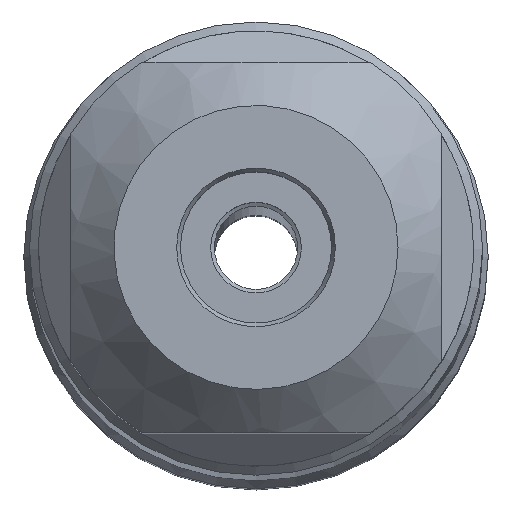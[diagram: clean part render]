
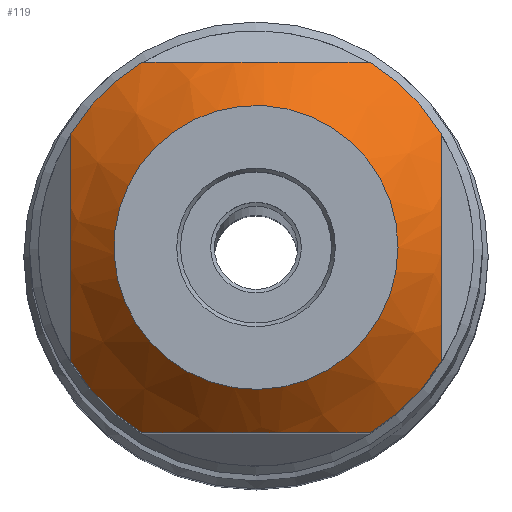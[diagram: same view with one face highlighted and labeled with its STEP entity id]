
A CAD part, top view. The second image highlights one B-rep face of the part: STEP entity #119.
In plain terms, the highlighted conical face has half-angle 45 degrees and reference radius 1.88 mm.
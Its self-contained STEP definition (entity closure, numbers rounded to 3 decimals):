
#82=CONICAL_SURFACE('',#568,1.88,45.);
#119=ADVANCED_FACE('',(#166,#167),#82,.T.);
#166=FACE_BOUND('',#226,.T.);
#167=FACE_BOUND('',#227,.T.);
#226=EDGE_LOOP('',(#300));
#227=EDGE_LOOP('',(#301,#302,#303,#304,#305,#306,#307,#308));
#300=ORIENTED_EDGE('',*,*,#417,.F.);
#301=ORIENTED_EDGE('',*,*,#433,.T.);
#302=ORIENTED_EDGE('',*,*,#434,.T.);
#303=ORIENTED_EDGE('',*,*,#435,.T.);
#304=ORIENTED_EDGE('',*,*,#421,.T.);
#305=ORIENTED_EDGE('',*,*,#436,.T.);
#306=ORIENTED_EDGE('',*,*,#426,.T.);
#307=ORIENTED_EDGE('',*,*,#437,.T.);
#308=ORIENTED_EDGE('',*,*,#431,.T.);
#375=VERTEX_POINT('',#827);
#378=VERTEX_POINT('',#835);
#379=VERTEX_POINT('',#842);
#382=VERTEX_POINT('',#851);
#383=VERTEX_POINT('',#858);
#386=VERTEX_POINT('',#867);
#387=VERTEX_POINT('',#874);
#388=VERTEX_POINT('',#878);
#389=VERTEX_POINT('',#885);
#417=EDGE_CURVE('',#375,#375,#467,.T.);
#421=EDGE_CURVE('',#379,#378,#495,.T.);
#426=EDGE_CURVE('',#383,#382,#496,.T.);
#431=EDGE_CURVE('',#387,#386,#497,.T.);
#433=EDGE_CURVE('',#386,#388,#468,.T.);
#434=EDGE_CURVE('',#388,#389,#498,.T.);
#435=EDGE_CURVE('',#389,#379,#469,.T.);
#436=EDGE_CURVE('',#378,#383,#470,.T.);
#437=EDGE_CURVE('',#382,#387,#471,.T.);
#467=CIRCLE('',#553,1.88);
#468=CIRCLE('',#564,2.88);
#469=CIRCLE('',#565,2.88);
#470=CIRCLE('',#566,2.88);
#471=CIRCLE('',#567,2.88);
#495=B_SPLINE_CURVE_WITH_KNOTS('',3,(#836,#837,#838,#839,#840,#841),
 .UNSPECIFIED.,.F.,.F.,(4,2,4),(0.,0.5,1.),.UNSPECIFIED.);
#496=B_SPLINE_CURVE_WITH_KNOTS('',3,(#852,#853,#854,#855,#856,#857),
 .UNSPECIFIED.,.F.,.F.,(4,2,4),(0.,0.5,1.),.UNSPECIFIED.);
#497=B_SPLINE_CURVE_WITH_KNOTS('',3,(#868,#869,#870,#871,#872,#873),
 .UNSPECIFIED.,.F.,.F.,(4,2,4),(0.,0.5,1.),.UNSPECIFIED.);
#498=B_SPLINE_CURVE_WITH_KNOTS('',3,(#879,#880,#881,#882,#883,#884),
 .UNSPECIFIED.,.F.,.F.,(4,2,4),(0.,0.5,1.),.UNSPECIFIED.);
#553=AXIS2_PLACEMENT_3D('',#826,#649,#650);
#564=AXIS2_PLACEMENT_3D('',#877,#680,#681);
#565=AXIS2_PLACEMENT_3D('',#886,#682,#683);
#566=AXIS2_PLACEMENT_3D('',#887,#684,#685);
#567=AXIS2_PLACEMENT_3D('',#888,#686,#687);
#568=AXIS2_PLACEMENT_3D('',#889,#688,#689);
#649=DIRECTION('',(0.,0.,1.));
#650=DIRECTION('',(1.,0.,0.));
#680=DIRECTION('',(0.,0.,1.));
#681=DIRECTION('',(-1.,0.,0.));
#682=DIRECTION('',(0.,0.,1.));
#683=DIRECTION('',(-1.,0.,0.));
#684=DIRECTION('',(0.,0.,1.));
#685=DIRECTION('',(-1.,0.,0.));
#686=DIRECTION('',(0.,0.,1.));
#687=DIRECTION('',(-1.,0.,0.));
#688=DIRECTION('',(0.,0.,-1.));
#689=DIRECTION('',(-1.,0.,0.));
#826=CARTESIAN_POINT('',(0.,0.,0.));
#827=CARTESIAN_POINT('',(1.88,0.,0.));
#835=CARTESIAN_POINT('',(-1.514,2.45,-1.));
#836=CARTESIAN_POINT('',(1.514,2.45,-1.));
#837=CARTESIAN_POINT('',(1.043,2.45,-0.752));
#838=CARTESIAN_POINT('',(0.528,2.45,-0.57));
#839=CARTESIAN_POINT('',(-0.527,2.45,-0.57));
#840=CARTESIAN_POINT('',(-1.043,2.45,-0.752));
#841=CARTESIAN_POINT('',(-1.514,2.45,-1.));
#842=CARTESIAN_POINT('',(1.514,2.45,-1.));
#851=CARTESIAN_POINT('',(-2.45,-1.514,-1.));
#852=CARTESIAN_POINT('',(-2.45,1.514,-1.));
#853=CARTESIAN_POINT('',(-2.45,1.043,-0.752));
#854=CARTESIAN_POINT('',(-2.45,0.527,-0.57));
#855=CARTESIAN_POINT('',(-2.45,-0.528,-0.57));
#856=CARTESIAN_POINT('',(-2.45,-1.043,-0.752));
#857=CARTESIAN_POINT('',(-2.45,-1.514,-1.));
#858=CARTESIAN_POINT('',(-2.45,1.514,-1.));
#867=CARTESIAN_POINT('',(1.514,-2.45,-1.));
#868=CARTESIAN_POINT('',(-1.514,-2.45,-1.));
#869=CARTESIAN_POINT('',(-1.043,-2.45,-0.752));
#870=CARTESIAN_POINT('',(-0.527,-2.45,-0.57));
#871=CARTESIAN_POINT('',(0.528,-2.45,-0.57));
#872=CARTESIAN_POINT('',(1.043,-2.45,-0.752));
#873=CARTESIAN_POINT('',(1.514,-2.45,-1.));
#874=CARTESIAN_POINT('',(-1.514,-2.45,-1.));
#877=CARTESIAN_POINT('',(0.,0.,-1.));
#878=CARTESIAN_POINT('',(2.45,-1.514,-1.));
#879=CARTESIAN_POINT('',(2.45,-1.514,-1.));
#880=CARTESIAN_POINT('',(2.45,-1.043,-0.752));
#881=CARTESIAN_POINT('',(2.45,-0.528,-0.57));
#882=CARTESIAN_POINT('',(2.45,0.527,-0.57));
#883=CARTESIAN_POINT('',(2.45,1.043,-0.752));
#884=CARTESIAN_POINT('',(2.45,1.514,-1.));
#885=CARTESIAN_POINT('',(2.45,1.514,-1.));
#886=CARTESIAN_POINT('',(0.,0.,-1.));
#887=CARTESIAN_POINT('',(0.,0.,-1.));
#888=CARTESIAN_POINT('',(0.,0.,-1.));
#889=CARTESIAN_POINT('',(0.,0.,0.));
